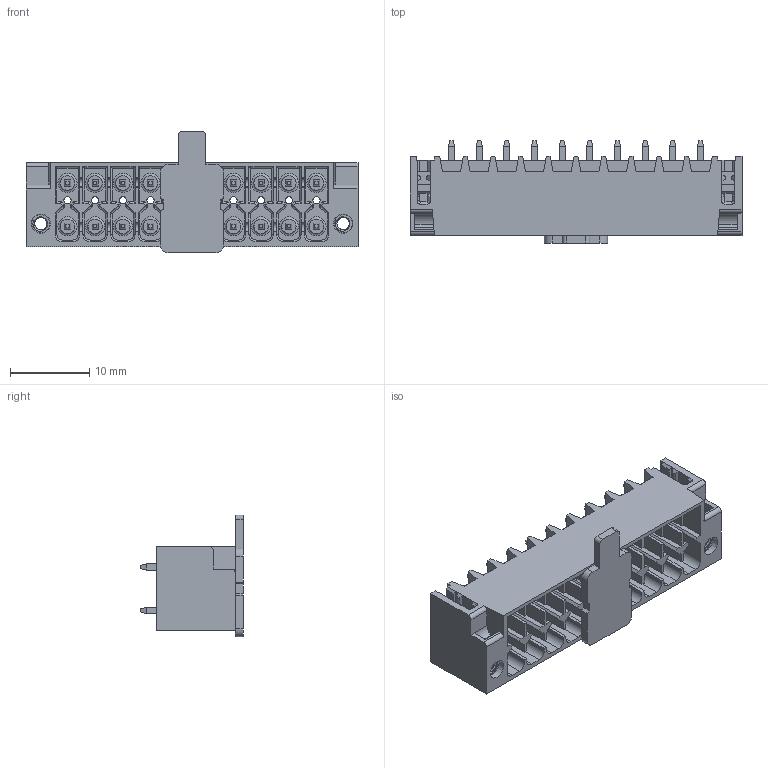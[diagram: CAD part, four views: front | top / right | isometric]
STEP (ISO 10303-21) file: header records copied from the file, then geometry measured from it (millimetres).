
FILE_DESCRIPTION(/* description */ ('Unknown'),/* implementation_level */ '2;1');
FILE_NAME(/* name */ '691778130020',/* time_stamp */ '2024-07-24T15:45:01+02:00',/* author */ ('Unknown'),/* organization */ ('Unknown'),/* preprocessor_version */ 'ST-DEVELOPER v19.4',/* originating_system */ 'Solid Edge',/* authorisation */ 'Unknown');
FILE_SCHEMA (('INTEGRATED_CNC_SCHEMA','AUTOMOTIVE_DESIGN {1 0 10303 214 3 1 1}'));
Length unit declared in the file: millimetre
Products named in the file (5): 6917781300xx; 691778130020; 6917781300xx_Pin; 6913781300xx_Nut; 6917781000xx_Cap Even
Assembly tree (24 placements, depth 2):
  6917781300xx
    691778130020
    6917781300xx_Pin  x20
    6913781300xx_Nut  x2
    6917781000xx_Cap Even
Bounding box: 42 x 13 x 15.4 mm (x, y, z)
Volume: 2031.5 mm3; surface area: 5791.8 mm2
Topology: 24 solids, 24 shells, 1253 faces, 3110 edges, 1932 vertices
Faces by surface type: plane 935, cylinder 246, torus 60, cone 8, bspline 4
Full cylindrical faces by diameter (mm): 0.9 x10, 1.83 x20, 2 x4
Entity records: 30362 total; most frequent: CARTESIAN_POINT 6225, ORIENTED_EDGE 4922, DIRECTION 4882, EDGE_CURVE 2461, LINE 1970, VECTOR 1970, VERTEX_POINT 1580, AXIS2_PLACEMENT_3D 1456
